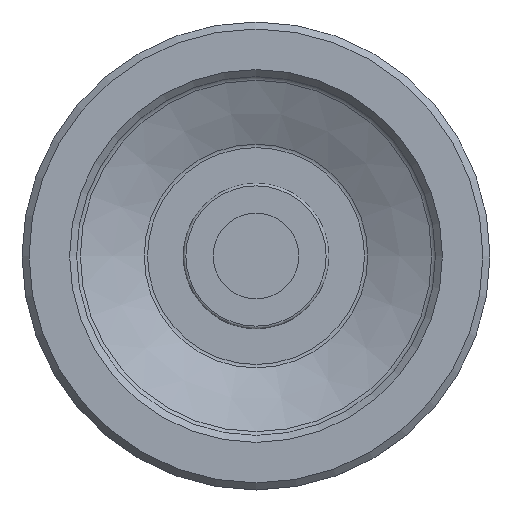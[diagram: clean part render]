
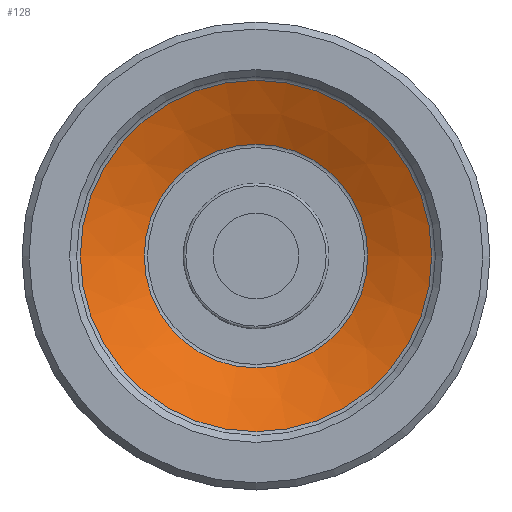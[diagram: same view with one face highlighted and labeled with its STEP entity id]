
A CAD part, top view. The second image highlights one B-rep face of the part: STEP entity #128.
In plain terms, the highlighted conical face has half-angle 64.768 degrees and reference radius 70.65 mm.
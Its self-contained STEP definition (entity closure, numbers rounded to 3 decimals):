
#128 = ADVANCED_FACE( '', ( #276, #277 ), #278, .F. );
#276 = FACE_OUTER_BOUND( '', #1550, .T. );
#277 = FACE_BOUND( '', #1551, .T. );
#278 = CONICAL_SURFACE( '', #1552, 70.65, 1.13 );
#1550 = EDGE_LOOP( '', ( #2057 ) );
#1551 = EDGE_LOOP( '', ( #2058 ) );
#1552 = AXIS2_PLACEMENT_3D( '', #2059, #2060, #2061 );
#2057 = ORIENTED_EDGE( '', *, *, #2197, .T. );
#2058 = ORIENTED_EDGE( '', *, *, #2170, .T. );
#2059 = CARTESIAN_POINT( '', ( 0., 0., 31.9 ) );
#2060 = DIRECTION( '', ( 0., 0., 1. ) );
#2061 = DIRECTION( '', ( 1., 0., 0. ) );
#2170 = EDGE_CURVE( '', #2300, #2300, #2301, .F. );
#2197 = EDGE_CURVE( '', #2334, #2334, #2335, .T. );
#2300 = VERTEX_POINT( '', #3049 );
#2301 = CIRCLE( '', #3050, 71.662 );
#2334 = VERTEX_POINT( '', #3134 );
#2335 = CIRCLE( '', #3135, 112.638 );
#3049 = CARTESIAN_POINT( '', ( 71.662, 0., 32.377 ) );
#3050 = AXIS2_PLACEMENT_3D( '', #3221, #3222, #3223 );
#3134 = CARTESIAN_POINT( '', ( 112.638, 0., 51.687 ) );
#3135 = AXIS2_PLACEMENT_3D( '', #3254, #3255, #3256 );
#3221 = CARTESIAN_POINT( '', ( 0., 0., 32.377 ) );
#3222 = DIRECTION( '', ( 0., 0., 1. ) );
#3223 = DIRECTION( '', ( 1., 0., 0. ) );
#3254 = CARTESIAN_POINT( '', ( 0., 0., 51.687 ) );
#3255 = DIRECTION( '', ( 0., 0., 1. ) );
#3256 = DIRECTION( '', ( 1., 0., 0. ) );
